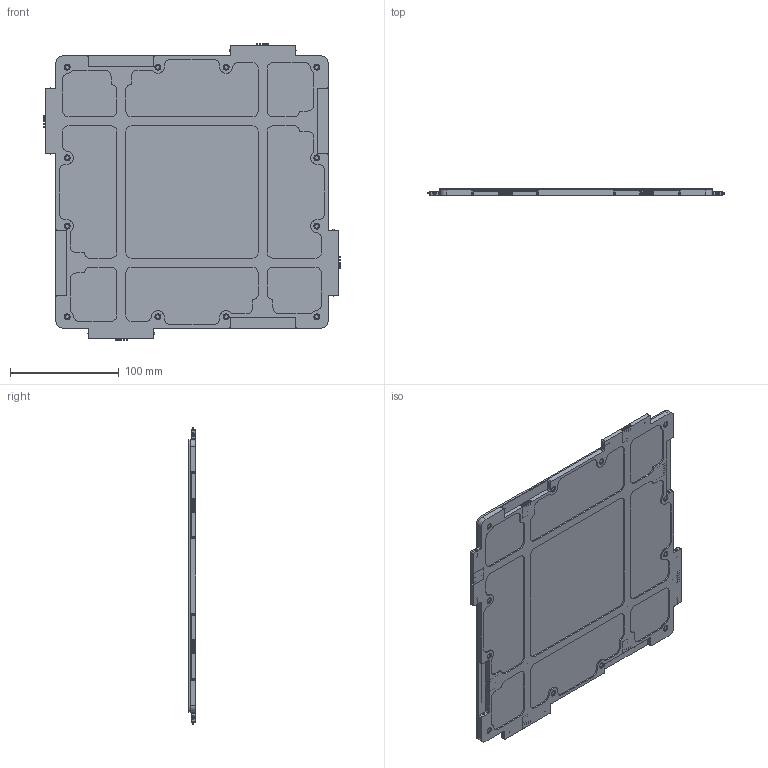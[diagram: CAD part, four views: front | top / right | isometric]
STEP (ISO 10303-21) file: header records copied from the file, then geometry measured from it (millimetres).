
FILE_DESCRIPTION (( 'STEP AP214' ), '1' );
FILE_NAME ('EASE_Cosmetic_Assembly.STEP', '2020-12-13T23:54:21', ( '' ), ( '' ), 'SwSTEP 2.0', 'SolidWorks 2019', '' );
FILE_SCHEMA (( 'AUTOMOTIVE_DESIGN' ));
Length unit declared in the file: inch
Products named in the file (26): Panel_Wiring_Assy; mill-max-824-22-005-00-001000_0933_default; mill-max-824-22-005-00-001000_P3XX-18-010-00-090000_P305-18-010-00-090000; Twisted_3_Wires^Panel_Wiring_Assy; mill-max-824-22-005-00-001000_MALE_eyJmb3JtX2J1aWxkX2lkIjoiZm9ybS1aMEtuX1dlTEZWMzAtc3BnMnVSWG9IemNiTnVRYXJjMW0wTkdYdWdUbmxZIiwiZm9ybV90b2tlbiI6ImdraUpFRVM0ZlpyUGdCcnRmUTRsMWNxZmQ2dzc0VmVncXY4MktTN0JuV28iLCJmb3JtX2lkIjoibW1heF9nZXRfM2Rtb2RlbF9mb3JtIiwiZm9y; mill-max-319-10-105-00-006000_FEMALE_eyJmb3JtX2J1aWxkX2lkIjoiZm9ybS1jWWhXc2RBQnhhazg5V1BpZ3FzZkp6MjZNd1M3WVQ3a3lsN3BDS1c3a2tNIiwiZm9ybV90b2tlbiI6ImdraUpFRVM0ZlpyUGdCcnRmUTRsMWNxZmQ2dzc0VmVncXY4MktTN0JuV28iLCJmb3JtX2lkIjoibW1heF9nZXRfM2Rtb2RlbF9mb3JtIiwiZm; HIGH_Electrode^Panel_Wiring_Assy; HIGH_Wire^Panel_Wiring_Assy; 93395A296_TYPE 316 SS FLAT-HEAD SOCKET CAP SCREW_93395A296; 8262A210_FLUSH-MOUNT BALL NOSE SPRING PLUNGER_8262A21; MID_Electrode^Panel_Wiring_Assy; mill-max-319-10-105-00-006000_1948_1948-0-00-15-00-00-03-0; LOW_Wire^Panel_Wiring_Assy; EASE_Top_Plate; MID_Wire^Panel_Wiring_Assy; mill-max-319-10-105-00-006000_P3XX-11-010-00-000000_P305-11-010-00-000000; LOW_Electrode^Panel_Wiring_Assy; Arrow; EASE_Bottom_Plate; EASE_Cosmetic_Assembly
Assembly tree (108 placements, depth 4):
  EASE_Cosmetic_Assembly
    EASE_Bottom_Plate
    Panel_Wiring_Assy
      mill-max-319-10-105-00-006000_FEMALE_eyJmb3JtX2J1aWxkX2lkIjoiZm9ybS1jWWhXc2RBQnhhazg5V1BpZ3FzZkp6MjZNd1M3WVQ3a3lsN3BDS1c3a2tNIiwiZm9ybV90b2tlbiI6ImdraUpFRVM0ZlpyUGdCcnRmUTRsMWNxZmQ2dzc0VmVncXY4MktTN0JuV28iLCJmb3JtX2lkIjoibW1heF9nZXRfM2Rtb2RlbF9mb3JtIiwiZm
        mill-max-319-10-105-00-006000_P3XX-11-010-00-000000_P305-11-010-00-000000
        mill-max-319-10-105-00-006000_1948_1948-0-00-15-00-00-03-0  x5
      mill-max-824-22-005-00-001000_MALE_eyJmb3JtX2J1aWxkX2lkIjoiZm9ybS1aMEtuX1dlTEZWMzAtc3BnMnVSWG9IemNiTnVRYXJjMW0wTkdYdWdUbmxZIiwiZm9ybV90b2tlbiI6ImdraUpFRVM0ZlpyUGdCcnRmUTRsMWNxZmQ2dzc0VmVncXY4MktTN0JuV28iLCJmb3JtX2lkIjoibW1heF9nZXRfM2Rtb2RlbF9mb3JtIiwiZm9y
        mill-max-824-22-005-00-001000_P3XX-18-010-00-090000_P305-18-010-00-090000
        mill-max-824-22-005-00-001000_0933_default  x5
      mill-max-824-22-005-00-001000_MALE_eyJmb3JtX2J1aWxkX2lkIjoiZm9ybS1aMEtuX1dlTEZWMzAtc3BnMnVSWG9IemNiTnVRYXJjMW0wTkdYdWdUbmxZIiwiZm9ybV90b2tlbiI6ImdraUpFRVM0ZlpyUGdCcnRmUTRsMWNxZmQ2dzc0VmVncXY4MktTN0JuV28iLCJmb3JtX2lkIjoibW1heF9nZXRfM2Rtb2RlbF9mb3JtIiwiZm9y
        mill-max-824-22-005-00-001000_P3XX-18-010-00-090000_P305-18-010-00-090000
        mill-max-824-22-005-00-001000_0933_default  x5
      mill-max-824-22-005-00-001000_MALE_eyJmb3JtX2J1aWxkX2lkIjoiZm9ybS1aMEtuX1dlTEZWMzAtc3BnMnVSWG9IemNiTnVRYXJjMW0wTkdYdWdUbmxZIiwiZm9ybV90b2tlbiI6ImdraUpFRVM0ZlpyUGdCcnRmUTRsMWNxZmQ2dzc0VmVncXY4MktTN0JuV28iLCJmb3JtX2lkIjoibW1heF9nZXRfM2Rtb2RlbF9mb3JtIiwiZm9y
        mill-max-824-22-005-00-001000_P3XX-18-010-00-090000_P305-18-010-00-090000
        mill-max-824-22-005-00-001000_0933_default  x5
      mill-max-319-10-105-00-006000_FEMALE_eyJmb3JtX2J1aWxkX2lkIjoiZm9ybS1jWWhXc2RBQnhhazg5V1BpZ3FzZkp6MjZNd1M3WVQ3a3lsN3BDS1c3a2tNIiwiZm9ybV90b2tlbiI6ImdraUpFRVM0ZlpyUGdCcnRmUTRsMWNxZmQ2dzc0VmVncXY4MktTN0JuV28iLCJmb3JtX2lkIjoibW1heF9nZXRfM2Rtb2RlbF9mb3JtIiwiZm
        mill-max-319-10-105-00-006000_P3XX-11-010-00-000000_P305-11-010-00-000000
        mill-max-319-10-105-00-006000_1948_1948-0-00-15-00-00-03-0  x5
      mill-max-319-10-105-00-006000_FEMALE_eyJmb3JtX2J1aWxkX2lkIjoiZm9ybS1jWWhXc2RBQnhhazg5V1BpZ3FzZkp6MjZNd1M3WVQ3a3lsN3BDS1c3a2tNIiwiZm9ybV90b2tlbiI6ImdraUpFRVM0ZlpyUGdCcnRmUTRsMWNxZmQ2dzc0VmVncXY4MktTN0JuV28iLCJmb3JtX2lkIjoibW1heF9nZXRfM2Rtb2RlbF9mb3JtIiwiZm
        mill-max-319-10-105-00-006000_P3XX-11-010-00-000000_P305-11-010-00-000000
        mill-max-319-10-105-00-006000_1948_1948-0-00-15-00-00-03-0  x5
      mill-max-319-10-105-00-006000_FEMALE_eyJmb3JtX2J1aWxkX2lkIjoiZm9ybS1jWWhXc2RBQnhhazg5V1BpZ3FzZkp6MjZNd1M3WVQ3a3lsN3BDS1c3a2tNIiwiZm9ybV90b2tlbiI6ImdraUpFRVM0ZlpyUGdCcnRmUTRsMWNxZmQ2dzc0VmVncXY4MktTN0JuV28iLCJmb3JtX2lkIjoibW1heF9nZXRfM2Rtb2RlbF9mb3JtIiwiZm
        mill-max-319-10-105-00-006000_P3XX-11-010-00-000000_P305-11-010-00-000000
        mill-max-319-10-105-00-006000_1948_1948-0-00-15-00-00-03-0  x5
      HIGH_Wire^Panel_Wiring_Assy  x8
      MID_Wire^Panel_Wiring_Assy  x8
      LOW_Wire^Panel_Wiring_Assy  x8
      mill-max-824-22-005-00-001000_MALE_eyJmb3JtX2J1aWxkX2lkIjoiZm9ybS1aMEtuX1dlTEZWMzAtc3BnMnVSWG9IemNiTnVRYXJjMW0wTkdYdWdUbmxZIiwiZm9ybV90b2tlbiI6ImdraUpFRVM0ZlpyUGdCcnRmUTRsMWNxZmQ2dzc0VmVncXY4MktTN0JuV28iLCJmb3JtX2lkIjoibW1heF9nZXRfM2Rtb2RlbF9mb3JtIiwiZm9y
        mill-max-824-22-005-00-001000_P3XX-18-010-00-090000_P305-18-010-00-090000
        mill-max-824-22-005-00-001000_0933_default  x5
      Twisted_3_Wires^Panel_Wiring_Assy
      MID_Electrode^Panel_Wiring_Assy
      LOW_Electrode^Panel_Wiring_Assy
      HIGH_Electrode^Panel_Wiring_Assy
    EASE_Top_Plate
    8262A210_FLUSH-MOUNT BALL NOSE SPRING PLUNGER_8262A21  x8
    93395A296_TYPE 316 SS FLAT-HEAD SOCKET CAP SCREW_93395A296  x12
    Arrow
Bounding box: 272.79 x 6.6 x 272.79 mm (x, y, z)
Volume: 340045.9 mm3; surface area: 328445.3 mm2
Topology: 107 solids, 107 shells, 3660 faces, 8859 edges, 5476 vertices
Faces by surface type: cylinder 1507, plane 1265, cone 476, torus 284, sphere 104, bspline 24
Entity records: 47090 total; most frequent: CARTESIAN_POINT 10215, DIRECTION 7797, ORIENTED_EDGE 7344, EDGE_CURVE 3672, AXIS2_PLACEMENT_3D 2896, VERTEX_POINT 2313, LINE 2005, VECTOR 2005
